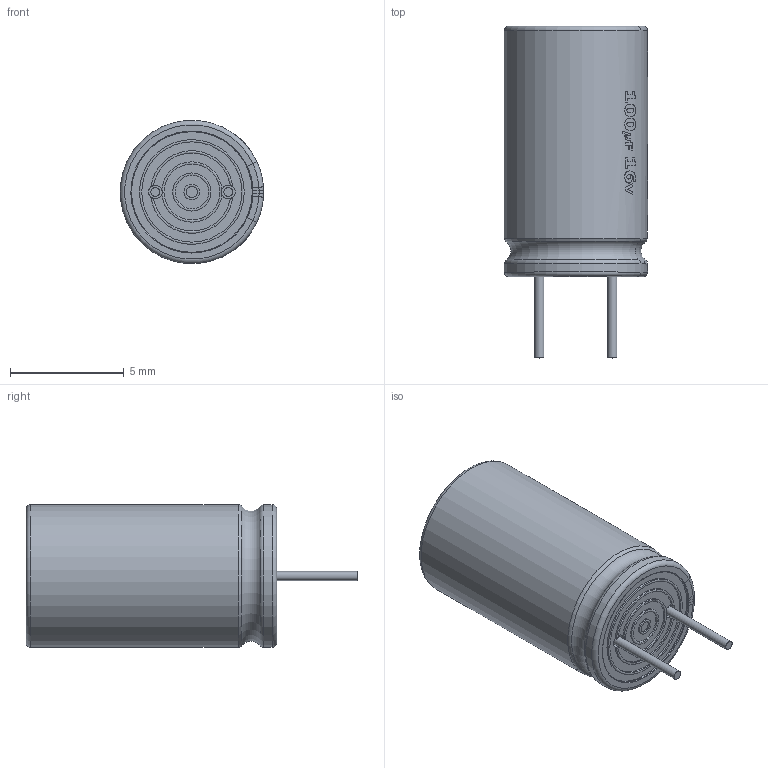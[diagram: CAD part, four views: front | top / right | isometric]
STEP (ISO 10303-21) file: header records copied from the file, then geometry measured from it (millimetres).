
FILE_DESCRIPTION(/* description */ (''),/* implementation_level */ '2;1');
FILE_NAME(/* name */ '100uF 16V electr -6.3x11mm -P.diameter 3.2mm.stp',/* time_stamp */ '2022-03-11T23:23:00+01:00',/* author */ ('JOSE LUIS'),/* organization */ (''),/* preprocessor_version */ 'ST-DEVELOPER v18',/* originating_system */ 'Autodesk Inventor 2020',/* authorisation */ '');
FILE_SCHEMA (('AUTOMOTIVE_DESIGN { 1 0 10303 214 3 1 1 }'));
Length unit declared in the file: millimetre
Products named in the file (1): 100uF 16V electr -6.3x11mm -P.diameter 3.2mm
Bounding box: 6.29 x 14.57 x 6.28 mm (x, y, z)
Volume: 335.6 mm3; surface area: 300.4 mm2
Topology: 3 solids, 3 shells, 124 faces, 488 edges, 392 vertices
Faces by surface type: cylinder 59, plane 39, torus 26
Full cylindrical faces by diameter (mm): 0.4 x2, 0.5 x1, 0.6 x2, 0.7 x1, 1.475 x1, 1.675 x1, 2.45 x1, 4.4 x1, 4.6 x1, 5.3 x2
Entity records: 6279 total; most frequent: CARTESIAN_POINT 1813, ORIENTED_EDGE 976, DIRECTION 850, EDGE_CURVE 488, VERTEX_POINT 392, AXIS2_PLACEMENT_3D 351, CIRCLE 222, EDGE_LOOP 150
